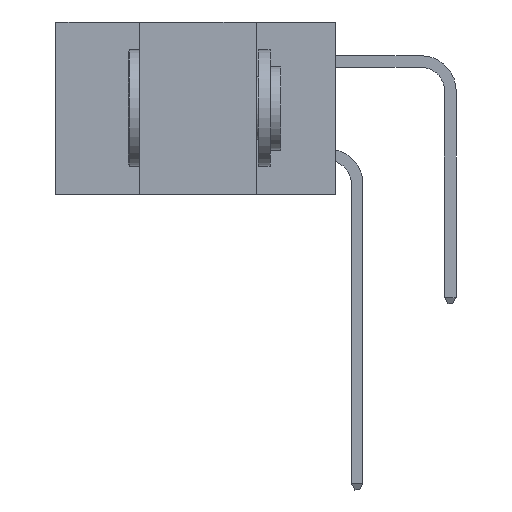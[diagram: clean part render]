
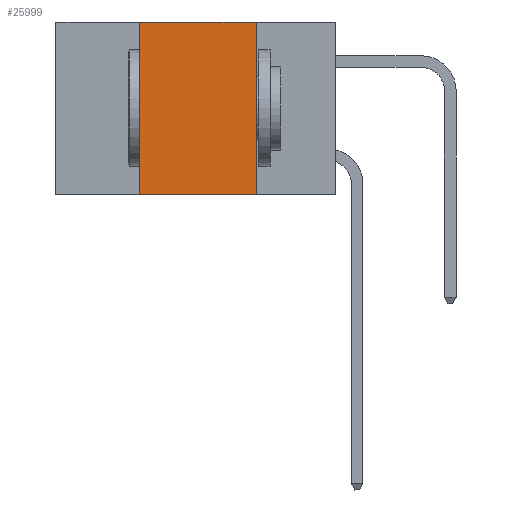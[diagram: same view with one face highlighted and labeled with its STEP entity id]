
A CAD part, left-side view. The second image highlights one B-rep face of the part: STEP entity #25999.
In plain terms, the highlighted planar face has unit normal (-1, 0, 0).
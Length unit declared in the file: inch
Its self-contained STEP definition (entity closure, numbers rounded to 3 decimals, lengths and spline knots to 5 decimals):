
#3301 = PLANE ( 'NONE',  #13092 ) ;
#5756 = EDGE_CURVE ( 'NONE', #23945, #30505, #28932, .T. ) ;
#7503 = VERTEX_POINT ( 'NONE', #33557 ) ;
#8668 = LINE ( 'NONE', #28567, #34917 ) ;
#8916 = CARTESIAN_POINT ( 'NONE',  ( 0., 0.42, -0.37 ) ) ;
#11516 = DIRECTION ( 'NONE',  ( 0., 0., -1. ) ) ;
#12105 = CARTESIAN_POINT ( 'NONE',  ( 0., 0.6, 0. ) ) ;
#12512 = VECTOR ( 'NONE', #11516, 39.37008 ) ;
#13092 = AXIS2_PLACEMENT_3D ( 'NONE', #12105, #15082, #18045 ) ;
#13746 = DIRECTION ( 'NONE',  ( 0., -1., 0. ) ) ;
#13822 = ORIENTED_EDGE ( 'NONE', *, *, #24616, .F. ) ;
#15082 = DIRECTION ( 'NONE',  ( 1., 0., 0. ) ) ;
#16663 = LINE ( 'NONE', #27033, #31393 ) ;
#18045 = DIRECTION ( 'NONE',  ( 0., 0., -1. ) ) ;
#19335 = DIRECTION ( 'NONE',  ( 0., -1., 0. ) ) ;
#19706 = ORIENTED_EDGE ( 'NONE', *, *, #5756, .T. ) ;
#19749 = VECTOR ( 'NONE', #13746, 39.37008 ) ;
#23945 = VERTEX_POINT ( 'NONE', #8916 ) ;
#24616 = EDGE_CURVE ( 'NONE', #23945, #27872, #8668, .T. ) ;
#24953 = CARTESIAN_POINT ( 'NONE',  ( 0., 0.42, 0. ) ) ;
#25999 = ADVANCED_FACE ( 'NONE', ( #35709 ), #3301, .F. ) ;
#27033 = CARTESIAN_POINT ( 'NONE',  ( 0., 0.6, 0. ) ) ;
#27872 = VERTEX_POINT ( 'NONE', #24953 ) ;
#28567 = CARTESIAN_POINT ( 'NONE',  ( 0., 0.42, 0. ) ) ;
#28870 = CARTESIAN_POINT ( 'NONE',  ( 0., 0.17, 0. ) ) ;
#28932 = LINE ( 'NONE', #33831, #19749 ) ;
#30505 = VERTEX_POINT ( 'NONE', #32478 ) ;
#31374 = LINE ( 'NONE', #28870, #12512 ) ;
#31393 = VECTOR ( 'NONE', #19335, 39.37008 ) ;
#31530 = DIRECTION ( 'NONE',  ( 0., 0., 1. ) ) ;
#32250 = ORIENTED_EDGE ( 'NONE', *, *, #33010, .F. ) ;
#32478 = CARTESIAN_POINT ( 'NONE',  ( 0., 0.17, -0.37 ) ) ;
#32846 = ORIENTED_EDGE ( 'NONE', *, *, #37629, .F. ) ;
#33010 = EDGE_CURVE ( 'NONE', #7503, #30505, #31374, .T. ) ;
#33557 = CARTESIAN_POINT ( 'NONE',  ( 0., 0.17, 0. ) ) ;
#33831 = CARTESIAN_POINT ( 'NONE',  ( 0., 0.6, -0.37 ) ) ;
#34917 = VECTOR ( 'NONE', #31530, 39.37008 ) ;
#35709 = FACE_OUTER_BOUND ( 'NONE', #36006, .T. ) ;
#36006 = EDGE_LOOP ( 'NONE', ( #32250, #32846, #13822, #19706 ) ) ;
#37629 = EDGE_CURVE ( 'NONE', #27872, #7503, #16663, .T. ) ;
